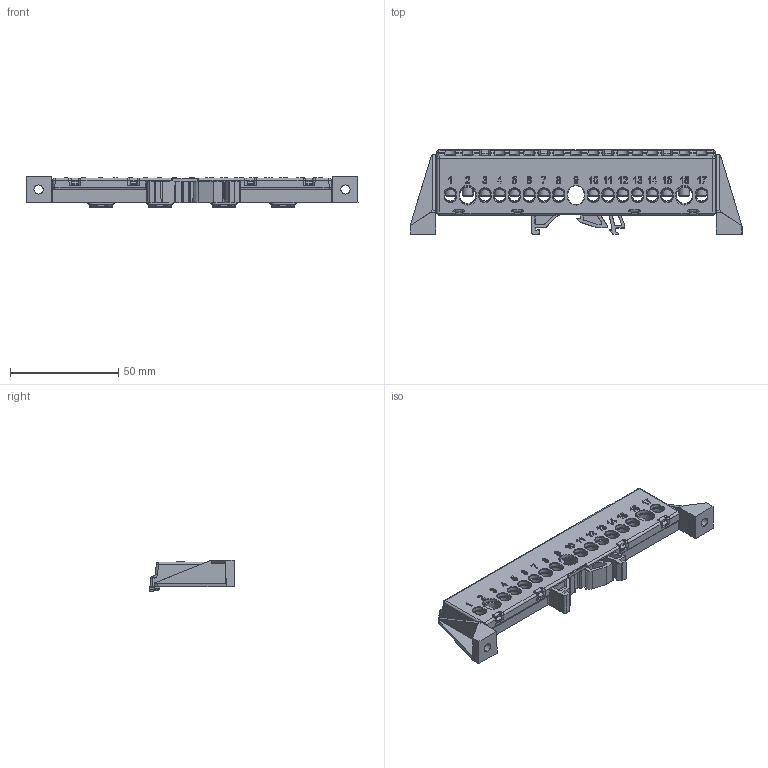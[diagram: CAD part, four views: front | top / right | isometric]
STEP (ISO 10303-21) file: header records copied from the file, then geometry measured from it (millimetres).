
FILE_DESCRIPTION (( 'STEP AP214' ), '1' );
FILE_NAME ('KSN-2-8x12 (08+08).STEP', '2023-11-03T11:59:19', ( '' ), ( '' ), 'SwSTEP 2.0', 'SolidWorks 2022', '' );
FILE_SCHEMA (( 'AUTOMOTIVE_DESIGN' ));
Length unit declared in the file: millimetre
Products named in the file (6): BHBT-3-8x12.08.01; KSN-2-8x12 (08+08); Винт М5х10_20140212; BHBT-3-8x12.08.00; Cover 17; Holder8x12-17-уклоны_уклоны
Assembly tree (13 placements, depth 3):
  KSN-2-8x12 (08+08)
    Holder8x12-17-уклоны_уклоны
    Cover 17
    BHBT-3-8x12.08.00  x2
      BHBT-3-8x12.08.01
      Винт М5х10_20140212
Bounding box: 153.17 x 39.21 x 14.7 mm (x, y, z)
Volume: 30310.7 mm3; surface area: 35601.1 mm2
Topology: 20 solids, 20 shells, 2417 faces, 6611 edges, 4223 vertices
Faces by surface type: plane 1123, cylinder 551, cone 313, torus 237, bspline 177, sphere 16
Entity records: 58942 total; most frequent: CARTESIAN_POINT 21014, ORIENTED_EDGE 8630, DIRECTION 6791, EDGE_CURVE 4315, VERTEX_POINT 2770, VECTOR 2603, LINE 2603, AXIS2_PLACEMENT_3D 2094
